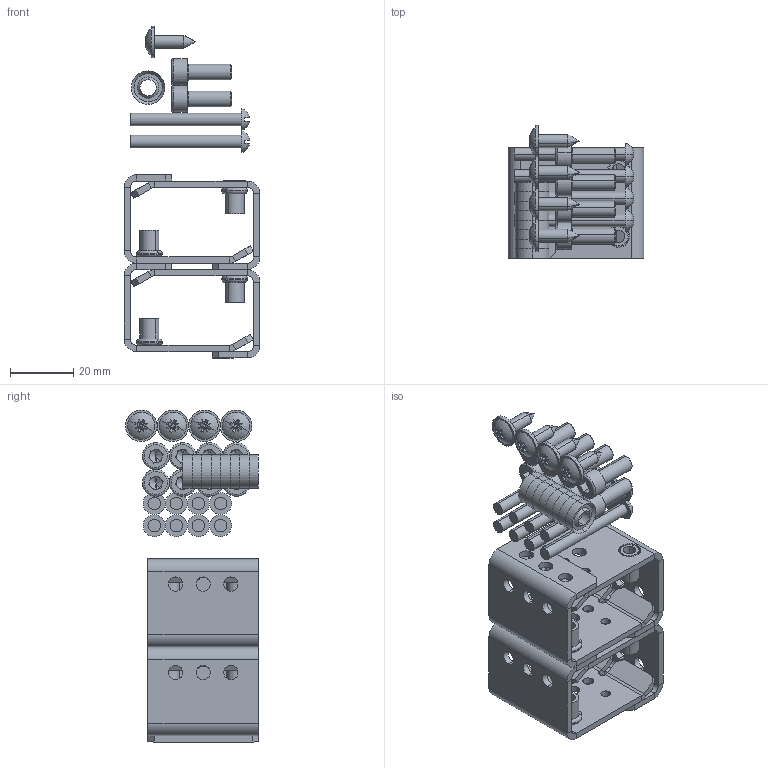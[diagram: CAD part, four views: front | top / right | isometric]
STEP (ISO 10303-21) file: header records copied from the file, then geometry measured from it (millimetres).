
FILE_DESCRIPTION (( 'STEP AP203' ), '1' );
FILE_NAME ('U8016050403 Êîìïëåêò êðîíøòåéíîâ óíèâåðñàëüíîãî êðåïëåíèÿ UC2 (4øò) (000.801.186).STEP', '2022-04-28T13:57:06', ( '' ), ( '' ), 'SwSTEP 2.0', 'SolidWorks 2017', '' );
FILE_SCHEMA (( 'CONFIG_CONTROL_DESIGN' ));
Length unit declared in the file: millimetre
Products named in the file (8): 000.169.072 Êðîíøòåéí óíèâåðñàëüíûé; Âèíò ÑÌÌ-SD 4,2õ13_01; Çàêëåïêà ðåçüáîâàÿ óìåíüøåííûé áîðòèê ñ íàñå÷êîé íåðæ_Œ4å10,4; U8016050403 Êîìïëåêò êðîíøòåéíîâ óíèâåðñàëüíîãî êðåïëåíèÿ UC2 (4øò) (000.801.186); 鎔艜_17473_M4x35; Øàéáà íåéëîí Ø028_Œ5; Âèíò DIN 7500_Œ5å14; 029-311 Êðîíøòåéí óíèâåðñàëüíûé
Assembly tree (35 placements, depth 3):
  U8016050403 Êîìïëåêò êðîíøòåéíîâ óíèâåðñàëüíîãî êðåïëåíèÿ UC2 (4øò) (000.801.186)
    000.169.072 Êðîíøòåéí óíèâåðñàëüíûé  x4
      029-311 Êðîíøòåéí óíèâåðñàëüíûé
      Çàêëåïêà ðåçüáîâàÿ óìåíüøåííûé áîðòèê ñ íàñå÷êîé íåðæ_Œ4å10,4
    鎔艜_17473_M4x35  x8
    Øàéáà íåéëîí Ø028_Œ5  x8
    Âèíò DIN 7500_Œ5å14  x8
    Âèíò ÑÌÌ-SD 4,2õ13_01  x4
Bounding box: 42.94 x 42.09 x 105.09 mm (x, y, z)
Volume: 31700.8 mm3; surface area: 38872.6 mm2
Topology: 40 solids, 40 shells, 1004 faces, 2280 edges, 1388 vertices
Faces by surface type: plane 472, cylinder 340, cone 104, torus 64, sphere 24
Entity records: 6946 total; most frequent: DIRECTION 1022, CARTESIAN_POINT 971, ORIENTED_EDGE 840, EDGE_CURVE 420, AXIS2_PLACEMENT_3D 407, VERTEX_POINT 260, EDGE_LOOP 216, LINE 208
